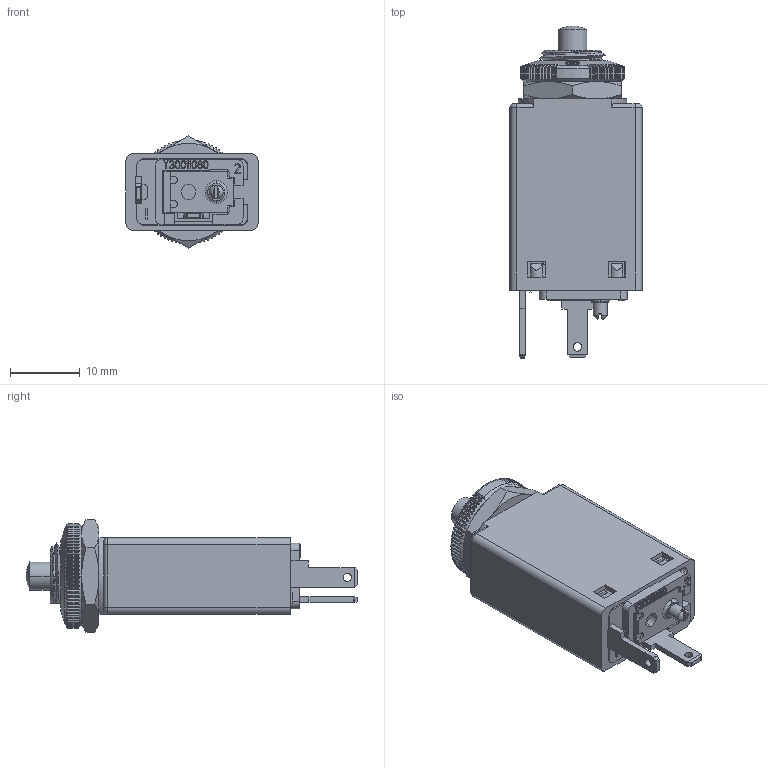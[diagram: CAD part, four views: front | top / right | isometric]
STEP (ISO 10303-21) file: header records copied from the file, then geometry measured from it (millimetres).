
FILE_DESCRIPTION((''),'2;1');
FILE_NAME('DUMMY-106-P30-AB7A','2024-03-05T15:24:15',('wschmidt'),(''),'CREO PARAMETRIC BY PTC INC, 2022484','CREO PARAMETRIC BY PTC INC, 2022484','');
FILE_SCHEMA(('AUTOMOTIVE_DESIGN { 1 0 10303 214 1 1 1 1 }'));
Products named in the file (1): DUMMY-106-P30-AB7A
Bounding box: 19 x 47.76 x 16.17 mm (x, y, z)
Volume: 6683.2 mm3; surface area: 4181.7 mm2
Topology: 1 solids, 4 shells, 1680 faces, 4447 edges, 2791 vertices
Faces by surface type: plane 828, cone 316, cylinder 249, torus 151, bspline 122, sphere 14
Entity records: 66970 total; most frequent: CARTESIAN_POINT 25906, ORIENTED_EDGE 8890, DIRECTION 7842, EDGE_CURVE 4445, VERTEX_POINT 2791, AXIS2_PLACEMENT_3D 2745, VECTOR 2352, LINE 2352
